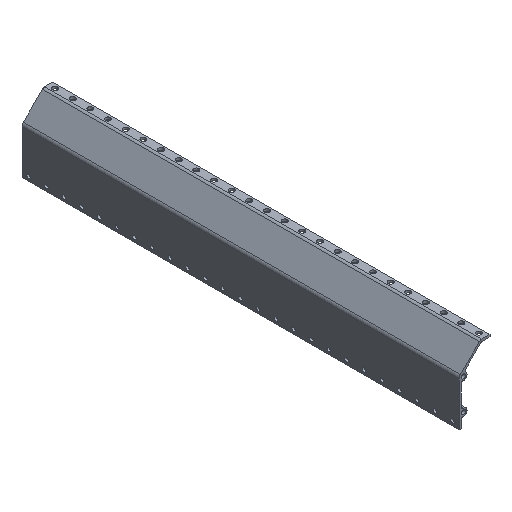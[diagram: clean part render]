
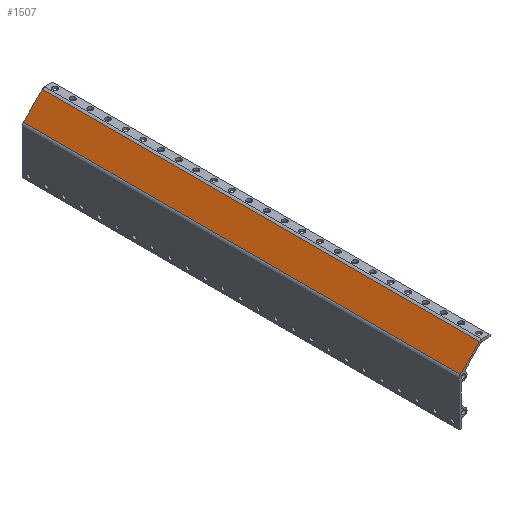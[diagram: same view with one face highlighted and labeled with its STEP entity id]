
A CAD part, isometric view. The second image highlights one B-rep face of the part: STEP entity #1507.
In plain terms, the highlighted planar face has unit normal (-0.707, 0, 0.707).
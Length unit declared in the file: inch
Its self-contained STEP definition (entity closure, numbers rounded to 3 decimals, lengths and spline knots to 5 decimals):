
#18=PLANE($,#1697);
#47=LINE($,#2494,#96);
#48=LINE($,#2498,#97);
#49=LINE($,#2500,#98);
#50=LINE($,#2501,#99);
#96=VECTOR($,#2087,24.75);
#97=VECTOR($,#2092,1.52331);
#98=VECTOR($,#2093,24.75);
#99=VECTOR($,#2094,1.52331);
#342=FACE_OUTER_BOUND($,#521,.T.);
#521=EDGE_LOOP($,(#1225,#1226,#1227,#1228));
#838=VERTEX_POINT($,#2491);
#839=VERTEX_POINT($,#2493);
#840=VERTEX_POINT($,#2497);
#841=VERTEX_POINT($,#2499);
#994=EDGE_CURVE($,#839,#838,#47,.T.);
#996=EDGE_CURVE($,#840,#838,#48,.T.);
#997=EDGE_CURVE($,#841,#840,#49,.T.);
#998=EDGE_CURVE($,#841,#839,#50,.T.);
#1225=ORIENTED_EDGE($,*,*,#996,.F.);
#1226=ORIENTED_EDGE($,*,*,#997,.F.);
#1227=ORIENTED_EDGE($,*,*,#998,.T.);
#1228=ORIENTED_EDGE($,*,*,#994,.T.);
#1507=ADVANCED_FACE($,(#342),#18,.T.);
#1697=AXIS2_PLACEMENT_3D($,#2496,#2090,#2091);
#2087=DIRECTION($,(0.,-1.,0.));
#2090=DIRECTION('center_axis',(-0.707,0.,0.707));
#2091=DIRECTION('ref_axis',(0.707,0.,0.707));
#2092=DIRECTION($,(-0.707,0.,-0.707));
#2093=DIRECTION($,(0.,-1.,0.));
#2094=DIRECTION($,(-0.707,0.,-0.707));
#2491=CARTESIAN_POINT('',(0.07322,0.,2.67678));
#2493=CARTESIAN_POINT('',(0.07322,24.75,2.67678));
#2494=CARTESIAN_POINT($,(0.07322,24.75,2.67678));
#2496=CARTESIAN_POINT('Origin',(-1.74418,24.75,0.85937));
#2497=CARTESIAN_POINT('',(1.15037,0.,3.75392));
#2498=CARTESIAN_POINT($,(-1.74418,0.,0.85937));
#2499=CARTESIAN_POINT('',(1.15037,24.75,3.75392));
#2500=CARTESIAN_POINT($,(1.15037,24.75,3.75392));
#2501=CARTESIAN_POINT($,(-1.74418,24.75,0.85937));
